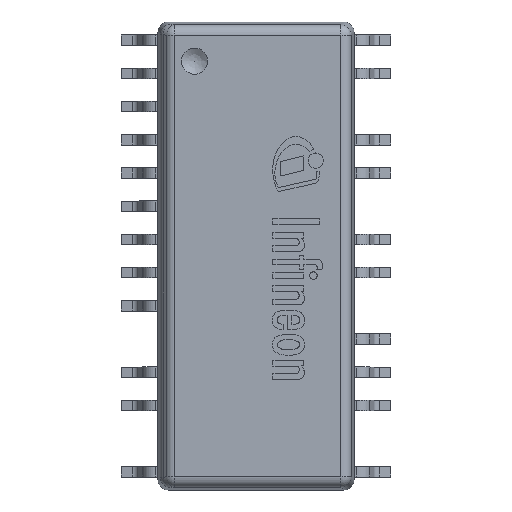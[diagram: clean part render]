
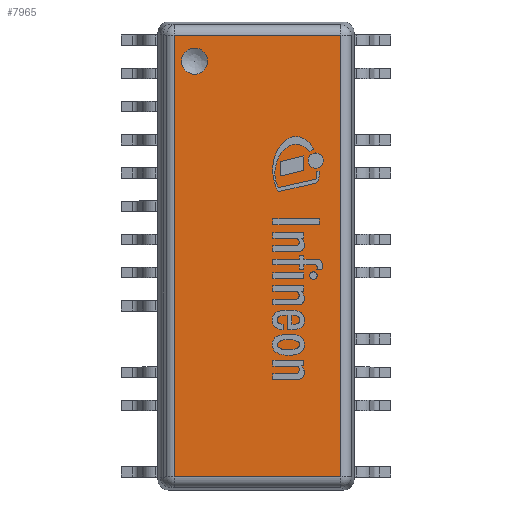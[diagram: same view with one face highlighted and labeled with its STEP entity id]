
A CAD part, top view. The second image highlights one B-rep face of the part: STEP entity #7965.
In plain terms, the highlighted planar face has unit normal (0, 0, 1).
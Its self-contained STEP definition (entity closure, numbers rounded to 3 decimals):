
#156=FACE_BOUND('',#2921,.T.);
#174=PLANE('',#8508);
#505=LINE('',#11506,#1400);
#511=LINE('',#11532,#1406);
#513=LINE('',#11535,#1408);
#514=LINE('',#11537,#1409);
#1400=VECTOR('',#9211,1.);
#1406=VECTOR('',#9241,1.);
#1408=VECTOR('',#9245,1.);
#1409=VECTOR('',#9248,1.);
#2438=FACE_OUTER_BOUND('',#2920,.T.);
#2920=EDGE_LOOP('',(#5664,#5665,#5666,#5667));
#2921=EDGE_LOOP('',(#5668));
#3415=CIRCLE('',#8509,0.5);
#3636=VERTEX_POINT('',#11485);
#3640=VERTEX_POINT('',#11493);
#3645=VERTEX_POINT('',#11509);
#3648=VERTEX_POINT('',#11519);
#3656=VERTEX_POINT('',#11565);
#4426=EDGE_CURVE('',#3636,#3640,#505,.T.);
#4439=EDGE_CURVE('',#3640,#3648,#511,.T.);
#4441=EDGE_CURVE('',#3648,#3645,#513,.T.);
#4442=EDGE_CURVE('',#3645,#3636,#514,.T.);
#4458=EDGE_CURVE('',#3656,#3656,#3415,.T.);
#5664=ORIENTED_EDGE('',*,*,#4426,.F.);
#5665=ORIENTED_EDGE('',*,*,#4442,.F.);
#5666=ORIENTED_EDGE('',*,*,#4441,.F.);
#5667=ORIENTED_EDGE('',*,*,#4439,.F.);
#5668=ORIENTED_EDGE('',*,*,#4458,.T.);
#7965=ADVANCED_FACE('',(#2438,#156),#174,.T.);
#8508=AXIS2_PLACEMENT_3D('',#11564,#9280,#9281);
#8509=AXIS2_PLACEMENT_3D('',#11566,#9282,#9283);
#9211=DIRECTION('',(1.,0.,0.));
#9241=DIRECTION('',(0.,-1.,0.));
#9245=DIRECTION('',(-1.,0.,0.));
#9248=DIRECTION('',(0.,1.,0.));
#9280=DIRECTION('center_axis',(0.,0.,1.));
#9281=DIRECTION('ref_axis',(0.,-1.,0.));
#9282=DIRECTION('center_axis',(0.,0.,-1.));
#9283=DIRECTION('ref_axis',(0.,-1.,0.));
#11485=CARTESIAN_POINT('',(-3.125,8.444,2.65));
#11493=CARTESIAN_POINT('',(3.244,8.444,2.65));
#11506=CARTESIAN_POINT('',(-1.875,8.444,2.65));
#11509=CARTESIAN_POINT('',(-3.125,-8.444,2.65));
#11519=CARTESIAN_POINT('',(3.244,-8.444,2.65));
#11532=CARTESIAN_POINT('',(3.244,4.475,2.65));
#11535=CARTESIAN_POINT('',(1.875,-8.444,2.65));
#11537=CARTESIAN_POINT('',(-3.125,5.427,2.65));
#11564=CARTESIAN_POINT('Origin',(0.,0.,
2.65));
#11565=CARTESIAN_POINT('',(-2.35,6.95,2.65));
#11566=CARTESIAN_POINT('Origin',(-2.35,7.45,2.65));
